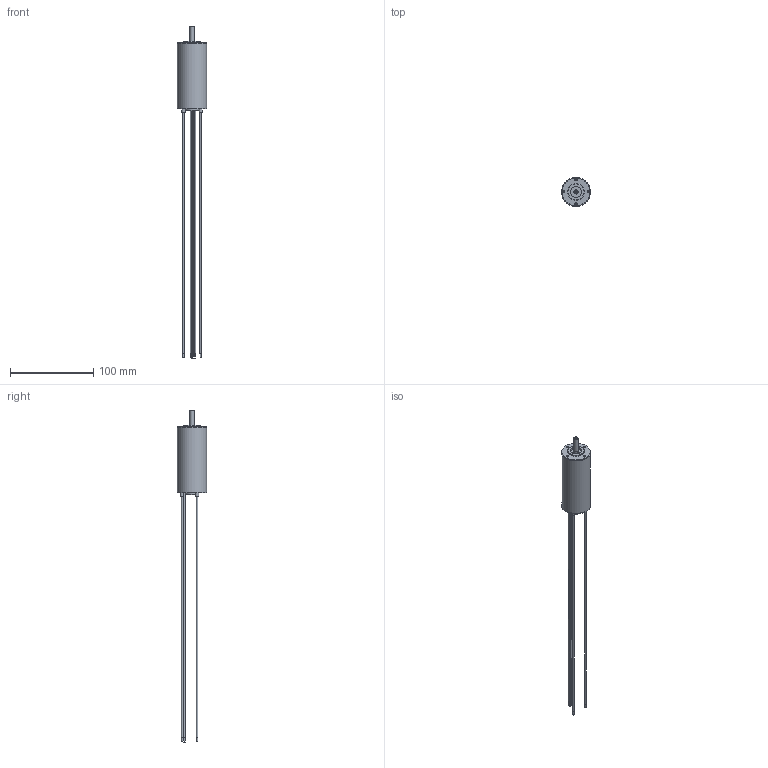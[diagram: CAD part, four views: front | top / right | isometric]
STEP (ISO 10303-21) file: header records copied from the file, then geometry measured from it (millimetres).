
FILE_DESCRIPTION (( 'STEP AP214' ), '1' );
FILE_NAME ('35ECS80.STEP', '2019-01-29T10:18:06', ( '' ), ( '' ), 'SwSTEP 2.0', 'SolidWorks 2018', '' );
FILE_SCHEMA (( 'AUTOMOTIVE_DESIGN' ));
Length unit declared in the file: millimetre
Products named in the file (1): 35ECS80
Bounding box: 35 x 35 x 399.9 mm (x, y, z)
Volume: 81747.8 mm3; surface area: 22995.6 mm2
Topology: 1 solids, 6 shells, 133 faces, 263 edges, 174 vertices
Faces by surface type: cylinder 64, plane 46, cone 22, torus 1
Full cylindrical faces by diameter (mm): 0.25 x2, 0.32 x2, 0.45 x2, 0.6 x5, 1 x8, 1.5 x3, 2 x3, 2.5 x8, 4 x7, 5 x3, 6 x2, 10 x1, 10.4 x1, 12.8 x1, 13 x2, 13.5 x1, 16 x2, 20 x1, 33.6 x2, 34.5 x1, 34.9 x1, 35 x1
Entity records: 3451 total; most frequent: DIRECTION 549, CARTESIAN_POINT 432, ORIENTED_EDGE 294, AXIS2_PLACEMENT_3D 270, EDGE_LOOP 256, FACE_OUTER_BOUND 193, EDGE_CURVE 147, VERTEX_POINT 139
